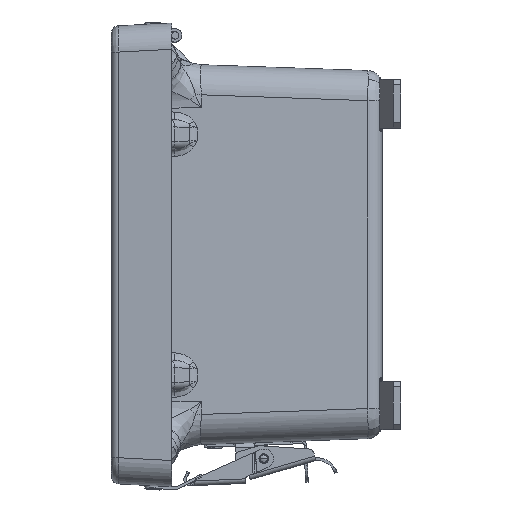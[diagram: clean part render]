
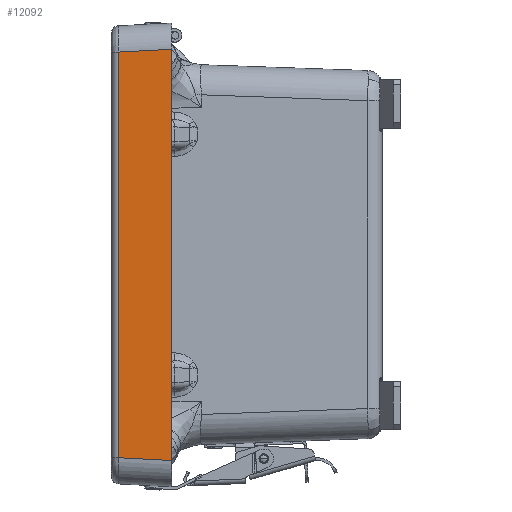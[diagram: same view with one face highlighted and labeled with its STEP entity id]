
A CAD part, left-side view. The second image highlights one B-rep face of the part: STEP entity #12092.
In plain terms, the highlighted planar face has unit normal (-0.999, 0.052, 0).
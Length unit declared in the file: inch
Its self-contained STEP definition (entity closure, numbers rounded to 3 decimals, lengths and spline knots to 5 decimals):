
#4573 = EDGE_CURVE ( 'NONE', #6461, #43883, #49871, .T. ) ;
#6099 = FACE_OUTER_BOUND ( 'NONE', #32872, .T. ) ;
#6461 = VERTEX_POINT ( 'NONE', #34504 ) ;
#8838 = EDGE_CURVE ( 'NONE', #43883, #17498, #52607, .T. ) ;
#9556 = DIRECTION ( 'NONE',  ( 0., 0., 1. ) ) ;
#10306 = VECTOR ( 'NONE', #33614, 39.37008 ) ;
#12092 = ADVANCED_FACE ( 'NONE', ( #6099 ), #41025, .T. ) ;
#12135 = DIRECTION ( 'NONE',  ( -0.999, 0.052, 0. ) ) ;
#12890 = DIRECTION ( 'NONE',  ( 0., 0., -1. ) ) ;
#15643 = ORIENTED_EDGE ( 'NONE', *, *, #24192, .T. ) ;
#16177 = EDGE_CURVE ( 'NONE', #17498, #25004, #46383, .T. ) ;
#17498 = VERTEX_POINT ( 'NONE', #57270 ) ;
#17989 = CARTESIAN_POINT ( 'NONE',  ( 0., -1., -0.4364 ) ) ;
#22175 = VECTOR ( 'NONE', #12890, 39.37008 ) ;
#24192 = EDGE_CURVE ( 'NONE', #25004, #6461, #51794, .T. ) ;
#25004 = VERTEX_POINT ( 'NONE', #25705 ) ;
#25705 = CARTESIAN_POINT ( 'NONE',  ( 0.0462, -0.11846, -7.2294 ) ) ;
#26007 = CARTESIAN_POINT ( 'NONE',  ( 0., -1., 0. ) ) ;
#26861 = VECTOR ( 'NONE', #29725, 39.37008 ) ;
#29725 = DIRECTION ( 'NONE',  ( 0.052, 0.997, -0.052 ) ) ;
#32872 = EDGE_LOOP ( 'NONE', ( #34785, #35217, #15643, #58512 ) ) ;
#33614 = DIRECTION ( 'NONE',  ( -0.052, -0.997, -0.052 ) ) ;
#34504 = CARTESIAN_POINT ( 'NONE',  ( 0., -1., -7.2756 ) ) ;
#34785 = ORIENTED_EDGE ( 'NONE', *, *, #8838, .T. ) ;
#35217 = ORIENTED_EDGE ( 'NONE', *, *, #16177, .T. ) ;
#38455 = CARTESIAN_POINT ( 'NONE',  ( 0., -1., 0. ) ) ;
#38554 = VECTOR ( 'NONE', #9556, 39.37008 ) ;
#41025 = PLANE ( 'NONE',  #61991 ) ;
#43883 = VERTEX_POINT ( 'NONE', #17989 ) ;
#45844 = DIRECTION ( 'NONE',  ( -0.052, -0.999, 0. ) ) ;
#46383 = LINE ( 'NONE', #47031, #22175 ) ;
#47031 = CARTESIAN_POINT ( 'NONE',  ( 0.0462, -0.11846, -7.22319 ) ) ;
#49871 = LINE ( 'NONE', #38455, #38554 ) ;
#51794 = LINE ( 'NONE', #57742, #10306 ) ;
#52607 = LINE ( 'NONE', #58749, #26861 ) ;
#57270 = CARTESIAN_POINT ( 'NONE',  ( 0.0462, -0.11846, -0.4826 ) ) ;
#57742 = CARTESIAN_POINT ( 'NONE',  ( 0.01987, -0.62079, -7.25573 ) ) ;
#58512 = ORIENTED_EDGE ( 'NONE', *, *, #4573, .T. ) ;
#58749 = CARTESIAN_POINT ( 'NONE',  ( -0.00119, -1.02275, -0.43521 ) ) ;
#61991 = AXIS2_PLACEMENT_3D ( 'NONE', #26007, #12135, #45844 ) ;
